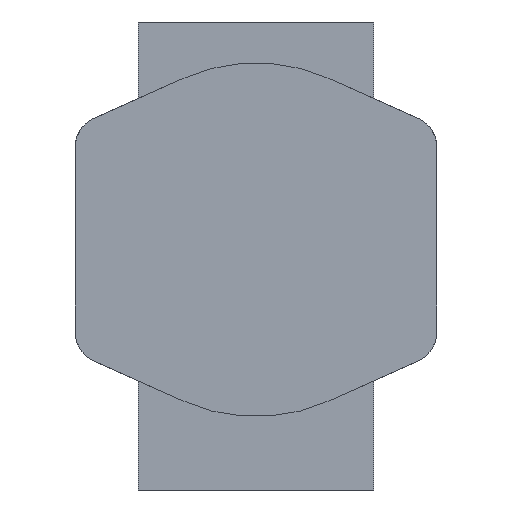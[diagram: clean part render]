
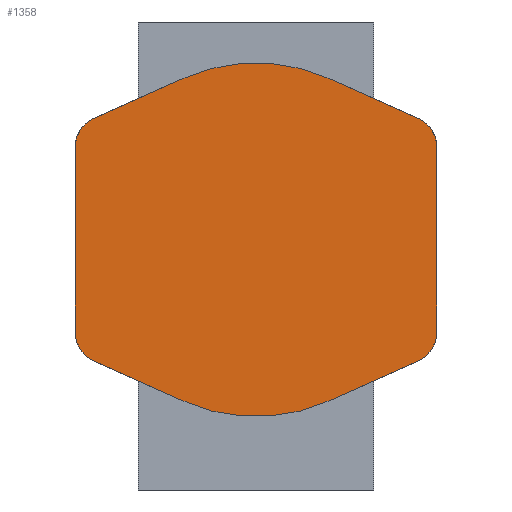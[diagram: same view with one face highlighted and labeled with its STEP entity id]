
A CAD part, front view. The second image highlights one B-rep face of the part: STEP entity #1358.
In plain terms, the highlighted planar face has unit normal (0, -1, 0).
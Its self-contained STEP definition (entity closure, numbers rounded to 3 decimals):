
#1243 = VERTEX_POINT('',#1244);
#1244 = CARTESIAN_POINT('',(11.297,-50.,61.496));
#1262 = VERTEX_POINT('',#1263);
#1263 = CARTESIAN_POINT('',(-11.297,-50.,61.496));
#1269 = EDGE_CURVE('',#1243,#1262,#1270,.T.);
#1270 = CIRCLE('',#1271,27.75);
#1271 = AXIS2_PLACEMENT_3D('',#1272,#1273,#1274);
#1272 = CARTESIAN_POINT('',(0.,-50.,36.15));
#1273 = DIRECTION('',(0.,-1.,0.));
#1274 = DIRECTION('',(1.,0.,0.));
#1284 = EDGE_CURVE('',#1243,#1285,#1287,.T.);
#1285 = VERTEX_POINT('',#1286);
#1286 = CARTESIAN_POINT('',(25.386,-50.,55.217));
#1287 = LINE('',#1288,#1289);
#1288 = CARTESIAN_POINT('',(11.297,-50.,61.496));
#1289 = VECTOR('',#1290,1.);
#1290 = DIRECTION('',(0.913,0.,-0.407)
  );
#1323 = EDGE_CURVE('',#1262,#1324,#1326,.T.);
#1324 = VERTEX_POINT('',#1325);
#1325 = CARTESIAN_POINT('',(-25.386,-50.,55.217));
#1326 = LINE('',#1327,#1328);
#1327 = CARTESIAN_POINT('',(-11.297,-50.,61.496));
#1328 = VECTOR('',#1329,1.);
#1329 = DIRECTION('',(-0.913,0.,-0.407
    ));
#1358 = ADVANCED_FACE('',(#1359),#1439,.F.);
#1359 = FACE_BOUND('',#1360,.T.);
#1360 = EDGE_LOOP('',(#1361,#1362,#1363,#1372,#1380,#1389,#1397,#1406,
    #1414,#1423,#1431,#1438));
#1361 = ORIENTED_EDGE('',*,*,#1269,.T.);
#1362 = ORIENTED_EDGE('',*,*,#1323,.T.);
#1363 = ORIENTED_EDGE('',*,*,#1364,.T.);
#1364 = EDGE_CURVE('',#1324,#1365,#1367,.T.);
#1365 = VERTEX_POINT('',#1366);
#1366 = CARTESIAN_POINT('',(-28.35,-50.,50.65));
#1367 = CIRCLE('',#1368,5.);
#1368 = AXIS2_PLACEMENT_3D('',#1369,#1370,#1371);
#1369 = CARTESIAN_POINT('',(-23.35,-50.,50.65));
#1370 = DIRECTION('',(0.,-1.,0.));
#1371 = DIRECTION('',(1.,0.,0.));
#1372 = ORIENTED_EDGE('',*,*,#1373,.T.);
#1373 = EDGE_CURVE('',#1365,#1374,#1376,.T.);
#1374 = VERTEX_POINT('',#1375);
#1375 = CARTESIAN_POINT('',(-28.35,-50.,21.65));
#1376 = LINE('',#1377,#1378);
#1377 = CARTESIAN_POINT('',(-28.35,-50.,50.65));
#1378 = VECTOR('',#1379,1.);
#1379 = DIRECTION('',(0.,0.,-1.));
#1380 = ORIENTED_EDGE('',*,*,#1381,.T.);
#1381 = EDGE_CURVE('',#1374,#1382,#1384,.T.);
#1382 = VERTEX_POINT('',#1383);
#1383 = CARTESIAN_POINT('',(-25.386,-50.,17.083));
#1384 = CIRCLE('',#1385,5.);
#1385 = AXIS2_PLACEMENT_3D('',#1386,#1387,#1388);
#1386 = CARTESIAN_POINT('',(-23.35,-50.,21.65));
#1387 = DIRECTION('',(0.,-1.,0.));
#1388 = DIRECTION('',(1.,0.,0.));
#1389 = ORIENTED_EDGE('',*,*,#1390,.F.);
#1390 = EDGE_CURVE('',#1391,#1382,#1393,.T.);
#1391 = VERTEX_POINT('',#1392);
#1392 = CARTESIAN_POINT('',(-11.297,-50.,10.804));
#1393 = LINE('',#1394,#1395);
#1394 = CARTESIAN_POINT('',(-11.297,-50.,10.804));
#1395 = VECTOR('',#1396,1.);
#1396 = DIRECTION('',(-0.913,0.,0.407)
  );
#1397 = ORIENTED_EDGE('',*,*,#1398,.T.);
#1398 = EDGE_CURVE('',#1391,#1399,#1401,.T.);
#1399 = VERTEX_POINT('',#1400);
#1400 = CARTESIAN_POINT('',(11.297,-50.,10.804));
#1401 = CIRCLE('',#1402,27.75);
#1402 = AXIS2_PLACEMENT_3D('',#1403,#1404,#1405);
#1403 = CARTESIAN_POINT('',(0.,-50.,36.15));
#1404 = DIRECTION('',(0.,-1.,0.));
#1405 = DIRECTION('',(1.,0.,0.));
#1406 = ORIENTED_EDGE('',*,*,#1407,.T.);
#1407 = EDGE_CURVE('',#1399,#1408,#1410,.T.);
#1408 = VERTEX_POINT('',#1409);
#1409 = CARTESIAN_POINT('',(25.386,-50.,17.083));
#1410 = LINE('',#1411,#1412);
#1411 = CARTESIAN_POINT('',(11.297,-50.,10.804));
#1412 = VECTOR('',#1413,1.);
#1413 = DIRECTION('',(0.913,0.,0.407));
#1414 = ORIENTED_EDGE('',*,*,#1415,.T.);
#1415 = EDGE_CURVE('',#1408,#1416,#1418,.T.);
#1416 = VERTEX_POINT('',#1417);
#1417 = CARTESIAN_POINT('',(28.35,-50.,21.65));
#1418 = CIRCLE('',#1419,5.);
#1419 = AXIS2_PLACEMENT_3D('',#1420,#1421,#1422);
#1420 = CARTESIAN_POINT('',(23.35,-50.,21.65));
#1421 = DIRECTION('',(0.,-1.,0.));
#1422 = DIRECTION('',(1.,0.,0.));
#1423 = ORIENTED_EDGE('',*,*,#1424,.T.);
#1424 = EDGE_CURVE('',#1416,#1425,#1427,.T.);
#1425 = VERTEX_POINT('',#1426);
#1426 = CARTESIAN_POINT('',(28.35,-50.,50.65));
#1427 = LINE('',#1428,#1429);
#1428 = CARTESIAN_POINT('',(28.35,-50.,21.65));
#1429 = VECTOR('',#1430,1.);
#1430 = DIRECTION('',(0.,0.,1.));
#1431 = ORIENTED_EDGE('',*,*,#1432,.T.);
#1432 = EDGE_CURVE('',#1425,#1285,#1433,.T.);
#1433 = CIRCLE('',#1434,5.);
#1434 = AXIS2_PLACEMENT_3D('',#1435,#1436,#1437);
#1435 = CARTESIAN_POINT('',(23.35,-50.,50.65));
#1436 = DIRECTION('',(0.,-1.,0.));
#1437 = DIRECTION('',(1.,0.,0.));
#1438 = ORIENTED_EDGE('',*,*,#1284,.F.);
#1439 = PLANE('',#1440);
#1440 = AXIS2_PLACEMENT_3D('',#1441,#1442,#1443);
#1441 = CARTESIAN_POINT('',(0.,-50.,36.15));
#1442 = DIRECTION('',(0.,1.,0.));
#1443 = DIRECTION('',(0.,0.,1.));
